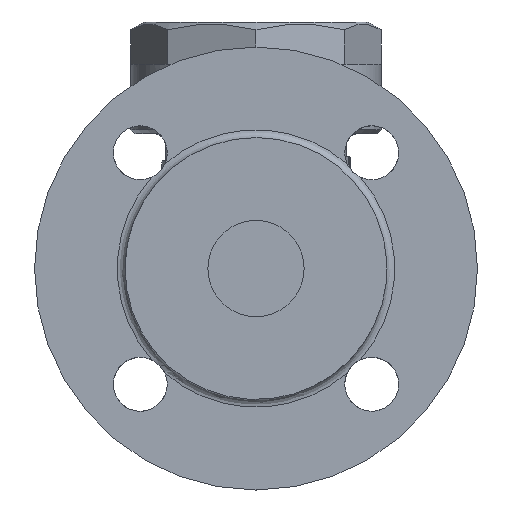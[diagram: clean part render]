
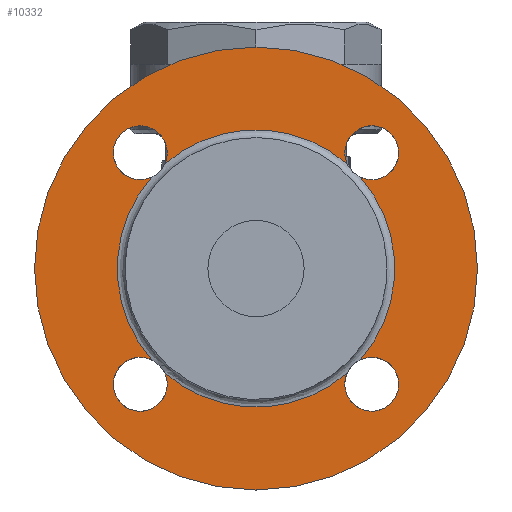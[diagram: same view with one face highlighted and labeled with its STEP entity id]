
A CAD part, left-side view. The second image highlights one B-rep face of the part: STEP entity #10332.
In plain terms, the highlighted planar face has unit normal (-1, 0, 0).
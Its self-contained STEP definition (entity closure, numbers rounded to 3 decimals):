
#9968=CARTESIAN_POINT('',(-88.,0.,57.5));
#9969=VERTEX_POINT('',#9968);
#9970=CARTESIAN_POINT('',(-88.0,0.0,0.));
#9971=DIRECTION('',(1.0,0.0,0.0));
#9972=DIRECTION('',(0.0,0.0,-1.0));
#9973=AXIS2_PLACEMENT_3D('',#9970,#9971,#9972);
#9974=CIRCLE('',#9973,57.5);
#9975=EDGE_CURVE('',#9969,#9969,#9974,.T.);
#10036=CARTESIAN_POINT('',(-88.,-23.71,27.09));
#10037=VERTEX_POINT('',#10036);
#10038=CARTESIAN_POINT('',(-88.,-27.09,23.71));
#10039=VERTEX_POINT('',#10038);
#10055=CARTESIAN_POINT('',(-88.,23.71,27.09));
#10056=VERTEX_POINT('',#10055);
#10057=CARTESIAN_POINT('',(-88.0,0.0,0.));
#10058=DIRECTION('',(-1.0,0.0,0.0));
#10059=DIRECTION('',(0.0,0.0,-1.0));
#10060=AXIS2_PLACEMENT_3D('',#10057,#10058,#10059);
#10061=CIRCLE('',#10060,36.);
#10062=EDGE_CURVE('',#10037,#10056,#10061,.T.);
#10064=CARTESIAN_POINT('',(-88.,27.09,23.71));
#10065=VERTEX_POINT('',#10064);
#10081=CARTESIAN_POINT('',(-88.,27.09,-23.71));
#10082=VERTEX_POINT('',#10081);
#10083=CARTESIAN_POINT('',(-88.0,0.0,0.));
#10084=DIRECTION('',(-1.0,0.0,0.0));
#10085=DIRECTION('',(0.0,0.0,-1.0));
#10086=AXIS2_PLACEMENT_3D('',#10083,#10084,#10085);
#10087=CIRCLE('',#10086,36.);
#10088=EDGE_CURVE('',#10065,#10082,#10087,.T.);
#10090=CARTESIAN_POINT('',(-88.,23.71,-27.09));
#10091=VERTEX_POINT('',#10090);
#10107=CARTESIAN_POINT('',(-88.0,-23.71,-27.09));
#10108=VERTEX_POINT('',#10107);
#10109=CARTESIAN_POINT('',(-88.0,0.0,0.));
#10110=DIRECTION('',(-1.0,0.0,0.0));
#10111=DIRECTION('',(0.0,0.0,-1.0));
#10112=AXIS2_PLACEMENT_3D('',#10109,#10110,#10111);
#10113=CIRCLE('',#10112,36.);
#10114=EDGE_CURVE('',#10091,#10108,#10113,.T.);
#10116=CARTESIAN_POINT('',(-88.0,-27.09,-23.71));
#10117=VERTEX_POINT('',#10116);
#10133=CARTESIAN_POINT('',(-88.0,0.0,0.));
#10134=DIRECTION('',(-1.0,0.0,0.0));
#10135=DIRECTION('',(0.0,0.0,-1.0));
#10136=AXIS2_PLACEMENT_3D('',#10133,#10134,#10135);
#10137=CIRCLE('',#10136,36.);
#10138=EDGE_CURVE('',#10117,#10039,#10137,.T.);
#10183=CARTESIAN_POINT('',(-88.,30.052,30.052));
#10184=DIRECTION('',(1.0,0.0,0.0));
#10185=DIRECTION('',(0.0,1.0,0.0));
#10186=AXIS2_PLACEMENT_3D('',#10183,#10184,#10185);
#10187=CIRCLE('',#10186,7.);
#10188=EDGE_CURVE('',#10065,#10056,#10187,.T.);
#10223=CARTESIAN_POINT('',(-88.,30.052,-30.052));
#10224=DIRECTION('',(1.0,0.0,0.0));
#10225=DIRECTION('',(0.0,0.0,-1.0));
#10226=AXIS2_PLACEMENT_3D('',#10223,#10224,#10225);
#10227=CIRCLE('',#10226,7.);
#10228=EDGE_CURVE('',#10091,#10082,#10227,.T.);
#10263=CARTESIAN_POINT('',(-88.,-30.052,-30.052));
#10264=DIRECTION('',(1.0,0.0,0.0));
#10265=DIRECTION('',(0.0,-1.0,0.0));
#10266=AXIS2_PLACEMENT_3D('',#10263,#10264,#10265);
#10267=CIRCLE('',#10266,7.);
#10268=EDGE_CURVE('',#10117,#10108,#10267,.T.);
#10303=CARTESIAN_POINT('',(-88.,-30.052,30.052));
#10304=DIRECTION('',(1.0,0.0,0.0));
#10305=DIRECTION('',(0.0,0.0,1.0));
#10306=AXIS2_PLACEMENT_3D('',#10303,#10304,#10305);
#10307=CIRCLE('',#10306,7.);
#10308=EDGE_CURVE('',#10037,#10039,#10307,.T.);
#10314=CARTESIAN_POINT('',(-88.0,0.0,0.));
#10315=DIRECTION('',(1.0,0.0,0.0));
#10316=DIRECTION('',(0.0,0.0,-1.0));
#10317=AXIS2_PLACEMENT_3D('',#10314,#10315,#10316);
#10318=PLANE('',#10317);
#10319=ORIENTED_EDGE('',*,*,#9975,.F.);
#10320=EDGE_LOOP('',(#10319));
#10321=FACE_OUTER_BOUND('',#10320,.T.);
#10322=ORIENTED_EDGE('',*,*,#10138,.F.);
#10323=ORIENTED_EDGE('',*,*,#10268,.T.);
#10324=ORIENTED_EDGE('',*,*,#10114,.F.);
#10325=ORIENTED_EDGE('',*,*,#10228,.T.);
#10326=ORIENTED_EDGE('',*,*,#10088,.F.);
#10327=ORIENTED_EDGE('',*,*,#10188,.T.);
#10328=ORIENTED_EDGE('',*,*,#10062,.F.);
#10329=ORIENTED_EDGE('',*,*,#10308,.T.);
#10330=EDGE_LOOP('',(#10322,#10323,#10324,#10325,#10326,#10327,#10328,#10329));
#10331=FACE_BOUND('',#10330,.T.);
#10332=ADVANCED_FACE('',(#10321,#10331),#10318,.F.);
